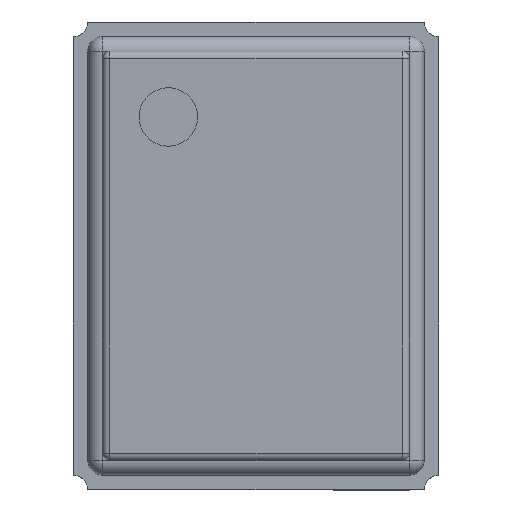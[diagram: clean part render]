
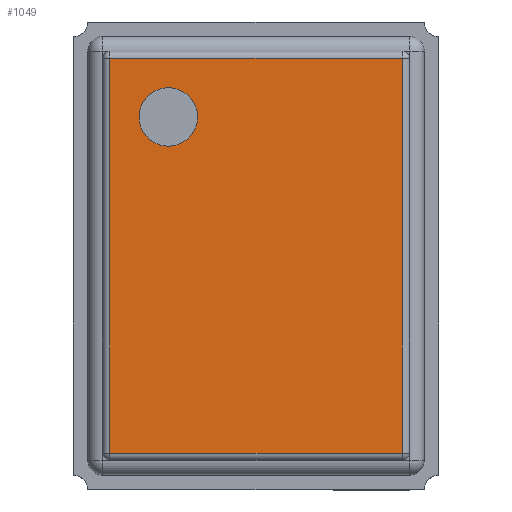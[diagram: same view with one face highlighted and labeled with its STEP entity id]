
A CAD part, top view. The second image highlights one B-rep face of the part: STEP entity #1049.
In plain terms, the highlighted planar face has unit normal (0, 0, 1).
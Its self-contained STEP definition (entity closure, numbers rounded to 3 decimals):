
#630=CARTESIAN_POINT('',(-0.6,0.75,1.));
#631=VERTEX_POINT('',#630);
#640=CARTESIAN_POINT('',(-0.6,1.15,1.));
#641=VERTEX_POINT('',#640);
#642=CARTESIAN_POINT('',(-0.6,0.95,1.));
#643=DIRECTION('',(0.0,0.0,-1.0));
#644=DIRECTION('',(0.0,-1.0,0.0));
#645=AXIS2_PLACEMENT_3D('',#642,#643,#644);
#646=CIRCLE('',#645,0.2);
#647=EDGE_CURVE('',#641,#631,#646,.T.);
#681=CARTESIAN_POINT('',(-0.6,0.95,1.));
#682=DIRECTION('',(0.0,0.0,-1.0));
#683=DIRECTION('',(0.0,-1.0,0.0));
#684=AXIS2_PLACEMENT_3D('',#681,#682,#683);
#685=CIRCLE('',#684,0.2);
#686=EDGE_CURVE('',#631,#641,#685,.T.);
#708=CARTESIAN_POINT('',(1.,1.35,1.));
#709=VERTEX_POINT('',#708);
#717=CARTESIAN_POINT('',(1.,-1.35,1.));
#718=VERTEX_POINT('',#717);
#719=CARTESIAN_POINT('',(1.0,1.35,1.));
#720=DIRECTION('',(0.0,-1.0,0.0));
#721=VECTOR('',#720,2.7);
#722=LINE('',#719,#721);
#723=EDGE_CURVE('',#709,#718,#722,.T.);
#757=CARTESIAN_POINT('',(-1.,-1.35,1.));
#758=VERTEX_POINT('',#757);
#759=CARTESIAN_POINT('',(1.,-1.35,1.));
#760=DIRECTION('',(-1.0,0.0,0.0));
#761=VECTOR('',#760,2.);
#762=LINE('',#759,#761);
#763=EDGE_CURVE('',#718,#758,#762,.T.);
#797=CARTESIAN_POINT('',(-1.,1.35,1.));
#798=VERTEX_POINT('',#797);
#799=CARTESIAN_POINT('',(-1.,-1.35,1.));
#800=DIRECTION('',(0.0,1.0,0.0));
#801=VECTOR('',#800,2.7);
#802=LINE('',#799,#801);
#803=EDGE_CURVE('',#758,#798,#802,.T.);
#854=CARTESIAN_POINT('',(-1.,1.35,1.));
#855=DIRECTION('',(1.0,0.0,0.0));
#856=VECTOR('',#855,2.);
#857=LINE('',#854,#856);
#858=EDGE_CURVE('',#798,#709,#857,.T.);
#1034=CARTESIAN_POINT('',(0.,0.,1.));
#1035=DIRECTION('',(0.0,0.0,1.0));
#1036=DIRECTION('',(0.0,-1.0,0.0));
#1037=AXIS2_PLACEMENT_3D('',#1034,#1035,#1036);
#1038=PLANE('',#1037);
#1039=ORIENTED_EDGE('',*,*,#723,.F.);
#1040=ORIENTED_EDGE('',*,*,#858,.F.);
#1041=ORIENTED_EDGE('',*,*,#803,.F.);
#1042=ORIENTED_EDGE('',*,*,#763,.F.);
#1043=EDGE_LOOP('',(#1039,#1040,#1041,#1042));
#1044=FACE_OUTER_BOUND('',#1043,.T.);
#1045=ORIENTED_EDGE('',*,*,#686,.T.);
#1046=ORIENTED_EDGE('',*,*,#647,.T.);
#1047=EDGE_LOOP('',(#1045,#1046));
#1048=FACE_BOUND('',#1047,.T.);
#1049=ADVANCED_FACE('',(#1044,#1048),#1038,.T.);
